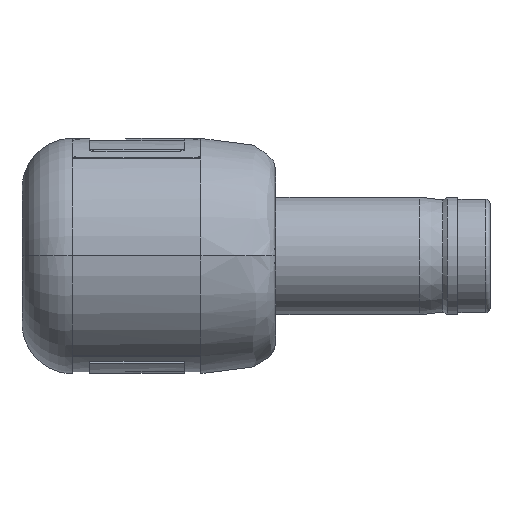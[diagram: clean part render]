
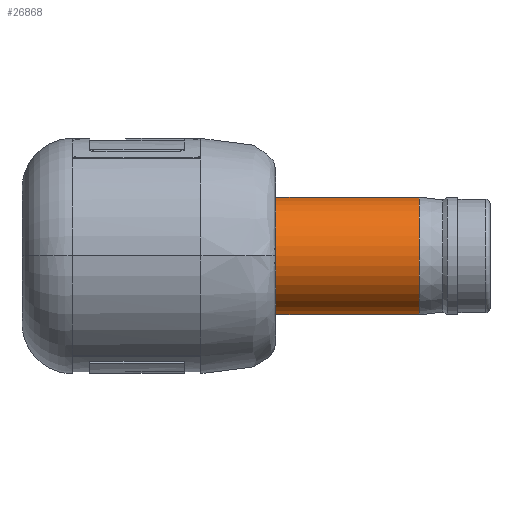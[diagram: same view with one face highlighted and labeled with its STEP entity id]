
A CAD part, top view. The second image highlights one B-rep face of the part: STEP entity #26868.
In plain terms, the highlighted cylindrical face has radius 2.755 mm (diameter 5.51 mm), a partial arc.
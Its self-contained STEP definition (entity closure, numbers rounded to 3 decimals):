
#2572 = CARTESIAN_POINT ( 'NONE',  ( 13.9, 0., 0. ) ) ;
#2986 = ORIENTED_EDGE ( 'NONE', *, *, #13155, .T. ) ;
#3570 = CARTESIAN_POINT ( 'NONE',  ( 2.8, 0., -2.755 ) ) ;
#4196 = CARTESIAN_POINT ( 'NONE',  ( 2.8, 0., 0. ) ) ;
#4962 = CYLINDRICAL_SURFACE ( 'NONE', #27678, 2.755 ) ;
#5491 = VERTEX_POINT ( 'NONE', #3570 ) ;
#6231 = DIRECTION ( 'NONE',  ( 0., 0., 1. ) ) ;
#7891 = DIRECTION ( 'NONE',  ( 0., 0., 1. ) ) ;
#8366 = DIRECTION ( 'NONE',  ( -1., 0., 0. ) ) ;
#8573 = AXIS2_PLACEMENT_3D ( 'NONE', #4196, #30086, #7891 ) ;
#10019 = CARTESIAN_POINT ( 'NONE',  ( 13.9, 0., 2.755 ) ) ;
#10479 = DIRECTION ( 'NONE',  ( -1., 0., 0. ) ) ;
#10571 = CARTESIAN_POINT ( 'NONE',  ( 14.5, 0., 2.755 ) ) ;
#11905 = CARTESIAN_POINT ( 'NONE',  ( 14.5, 0., -2.755 ) ) ;
#13155 = EDGE_CURVE ( 'NONE', #30504, #25816, #22147, .T. ) ;
#16191 = VERTEX_POINT ( 'NONE', #16386 ) ;
#16386 = CARTESIAN_POINT ( 'NONE',  ( 13.9, 0., -2.755 ) ) ;
#17392 = ORIENTED_EDGE ( 'NONE', *, *, #46912, .T. ) ;
#18370 = ORIENTED_EDGE ( 'NONE', *, *, #24550, .F. ) ;
#22147 = LINE ( 'NONE', #10571, #30809 ) ;
#22576 = EDGE_LOOP ( 'NONE', ( #46921, #17392, #2986, #18370 ) ) ;
#23476 = CIRCLE ( 'NONE', #33249, 2.755 ) ;
#24550 = EDGE_CURVE ( 'NONE', #5491, #25816, #28153, .T. ) ;
#25816 = VERTEX_POINT ( 'NONE', #38636 ) ;
#26868 = ADVANCED_FACE ( 'NONE', ( #34486 ), #4962, .T. ) ;
#27678 = AXIS2_PLACEMENT_3D ( 'NONE', #41595, #8366, #37957 ) ;
#28153 = CIRCLE ( 'NONE', #8573, 2.755 ) ;
#28411 = DIRECTION ( 'NONE',  ( -1., 0., 0. ) ) ;
#30086 = DIRECTION ( 'NONE',  ( -1., 0., 0. ) ) ;
#30504 = VERTEX_POINT ( 'NONE', #10019 ) ;
#30809 = VECTOR ( 'NONE', #10479, 1000. ) ;
#32105 = LINE ( 'NONE', #11905, #40698 ) ;
#33249 = AXIS2_PLACEMENT_3D ( 'NONE', #2572, #28411, #6231 ) ;
#34116 = DIRECTION ( 'NONE',  ( -1., 0., 0. ) ) ;
#34486 = FACE_OUTER_BOUND ( 'NONE', #22576, .T. ) ;
#37957 = DIRECTION ( 'NONE',  ( 0., 0., 1. ) ) ;
#38636 = CARTESIAN_POINT ( 'NONE',  ( 2.8, 0., 2.755 ) ) ;
#40698 = VECTOR ( 'NONE', #34116, 1000. ) ;
#41595 = CARTESIAN_POINT ( 'NONE',  ( 14.5, 0., 0. ) ) ;
#43737 = EDGE_CURVE ( 'NONE', #16191, #5491, #32105, .T. ) ;
#46912 = EDGE_CURVE ( 'NONE', #16191, #30504, #23476, .T. ) ;
#46921 = ORIENTED_EDGE ( 'NONE', *, *, #43737, .F. ) ;
